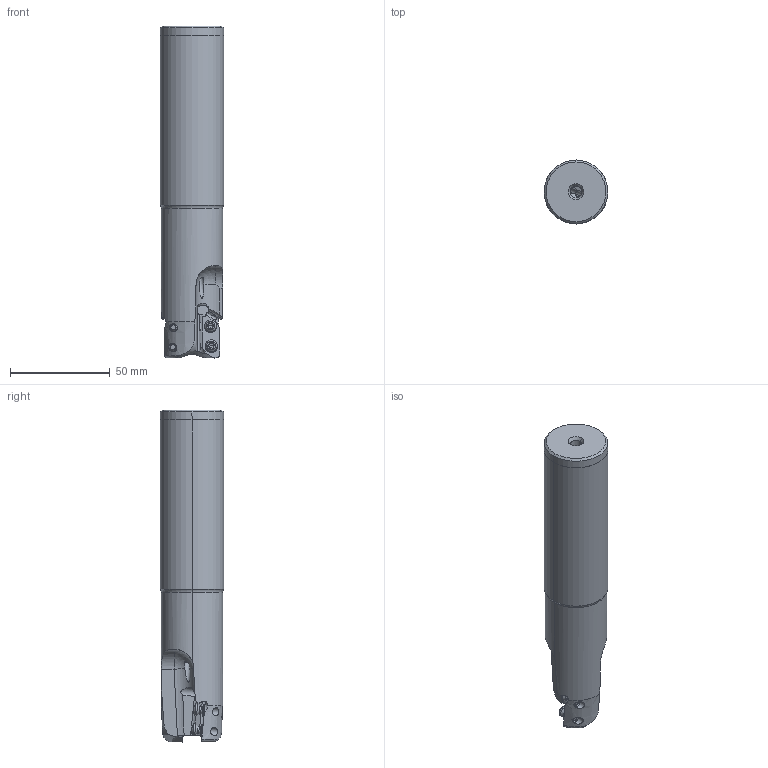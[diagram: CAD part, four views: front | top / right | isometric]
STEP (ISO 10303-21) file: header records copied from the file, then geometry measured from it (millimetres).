
FILE_DESCRIPTION(/* description */ (''),/* implementation_level */ '2;1');
FILE_NAME(/* name */ 'AXD7000R322SA32SB.stp',/* time_stamp */ '2017-10-05T11:22:45+09:00',/* author */ (''),/* organization */ (''),/* preprocessor_version */ 'ST-DEVELOPER v16',/* originating_system */ 'SIEMENS PLM Software NX 10.0',/* authorisation */ '');
FILE_SCHEMA (('AUTOMOTIVE_DESIGN { 1 0 10303 214 3 1 1 1 }'));
Length unit declared in the file: millimetre
Products named in the file (1): AXD7000R322SA32SB_ASM
Bounding box: 32 x 32 x 166.52 mm (x, y, z)
Volume: 108497.5 mm3; surface area: 21298.1 mm2
Topology: 5 solids, 5 shells, 277 faces, 859 edges, 588 vertices
Faces by surface type: cylinder 124, cone 80, plane 47, torus 16, sphere 10
Entity records: 13431 total; most frequent: CARTESIAN_POINT 5637, ORIENTED_EDGE 1694, DIRECTION 1604, EDGE_CURVE 847, AXIS2_PLACEMENT_3D 693, VERTEX_POINT 588, CIRCLE 368, EDGE_LOOP 297
